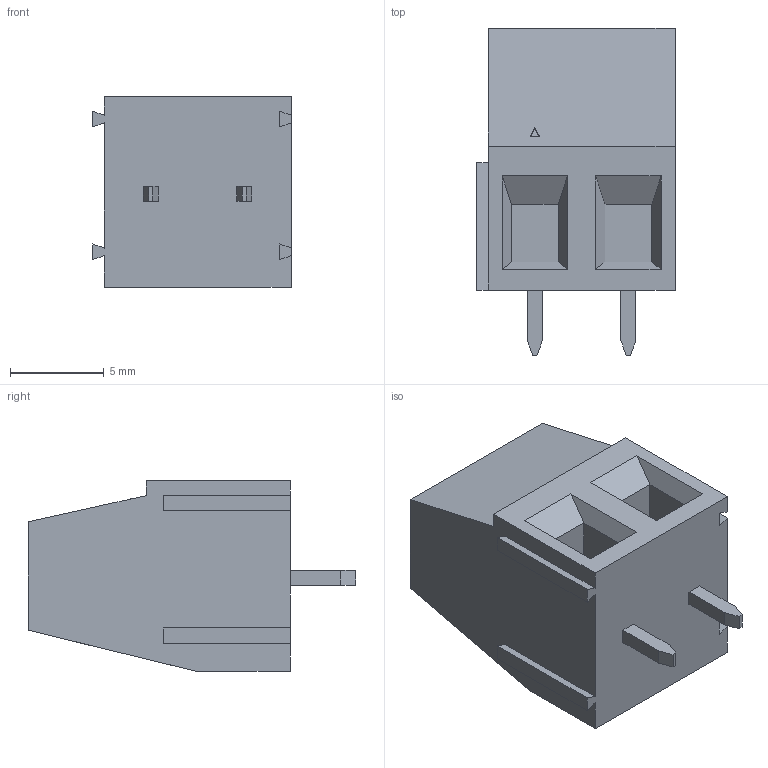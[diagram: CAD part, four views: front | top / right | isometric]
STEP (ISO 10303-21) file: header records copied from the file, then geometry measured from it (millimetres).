
FILE_DESCRIPTION (( 'STEP AP214' ), '1' );
FILE_NAME ('DG128-5.0-02P-14-00AH.STEP', '2021-01-11T20:41:29', ( '' ), ( '' ), 'SwSTEP 2.0', 'SolidWorks 2020', '' );
FILE_SCHEMA (( 'AUTOMOTIVE_DESIGN' ));
Length unit declared in the file: millimetre
Products named in the file (1): DG128-5.0-02P-14-00AH
Bounding box: 10.6 x 17.5 x 10.2 mm (x, y, z)
Volume: 1061.6 mm3; surface area: 1057.2 mm2
Topology: 1 solids, 1 shells, 393 faces, 1040 edges, 686 vertices
Faces by surface type: plane 210, bspline 161, cylinder 12, torus 10
Entity records: 23393 total; most frequent: CARTESIAN_POINT 11313, ORIENTED_EDGE 2080, DIRECTION 1236, EDGE_CURVE 1040, VERTEX_POINT 686, VECTOR 658, LINE 658, EDGE_LOOP 430
